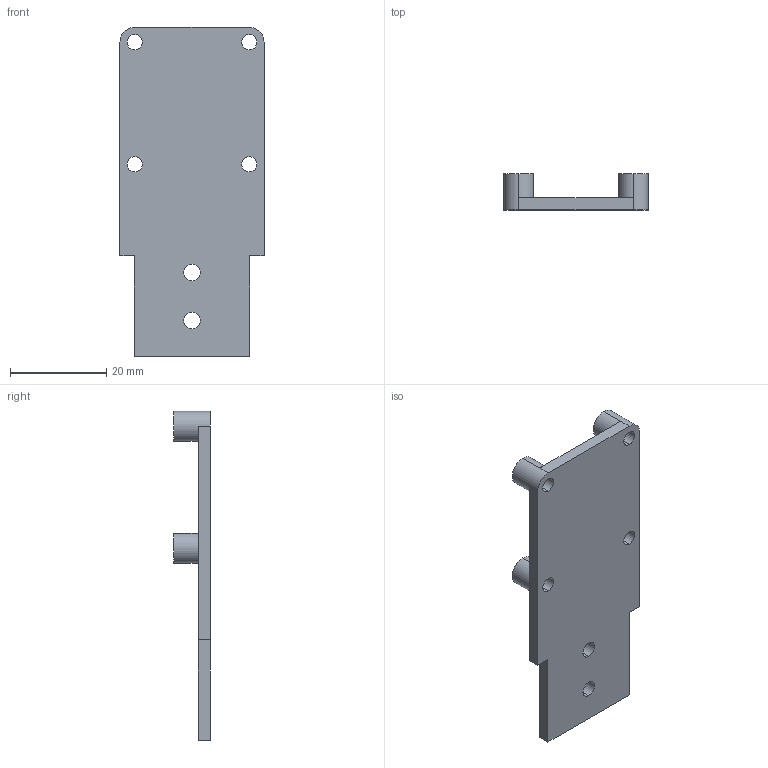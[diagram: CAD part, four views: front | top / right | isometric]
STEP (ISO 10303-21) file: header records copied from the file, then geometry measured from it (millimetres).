
FILE_DESCRIPTION (( 'STEP AP203' ), '1' );
FILE_NAME ('Camera Bottom Mount.STEP', '2025-04-05T17:43:56', ( '' ), ( '' ), 'SwSTEP 2.0', 'SolidWorks 2024', '' );
FILE_SCHEMA (( 'CONFIG_CONTROL_DESIGN' ));
Length unit declared in the file: centimetre
Products named in the file (1): Camera Bottom Mount
Bounding box: 29.99 x 7.5 x 68.49 mm (x, y, z)
Volume: 5125.2 mm3; surface area: 4974.1 mm2
Topology: 1 solids, 1 shells, 34 faces, 92 edges, 60 vertices
Faces by surface type: cylinder 20, plane 14
Entity records: 1189 total; most frequent: DIRECTION 206, CARTESIAN_POINT 187, ORIENTED_EDGE 184, EDGE_CURVE 92, AXIS2_PLACEMENT_3D 79, VERTEX_POINT 60, VECTOR 48, LINE 48
